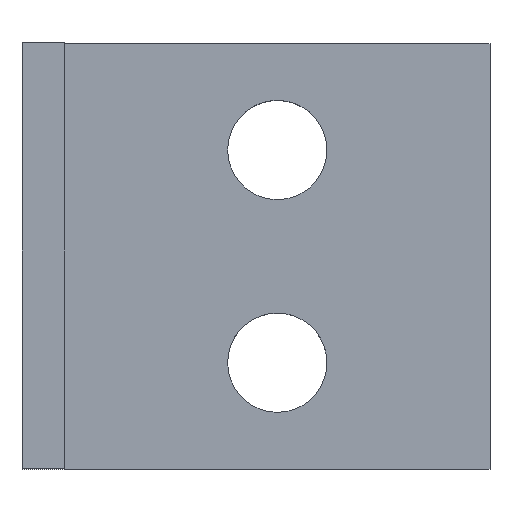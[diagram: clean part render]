
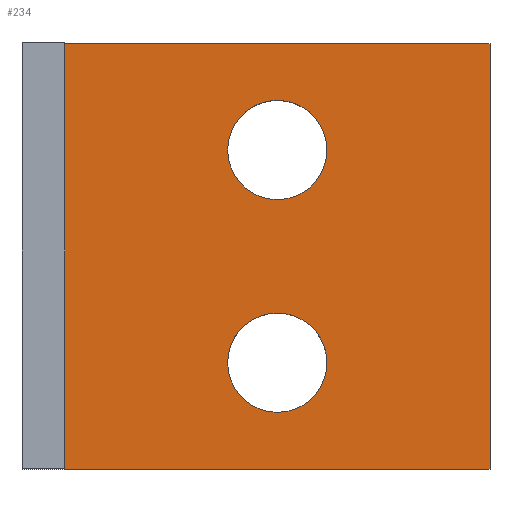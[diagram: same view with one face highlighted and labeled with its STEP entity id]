
A CAD part, top view. The second image highlights one B-rep face of the part: STEP entity #234.
In plain terms, the highlighted planar face has unit normal (0, 0, 1).
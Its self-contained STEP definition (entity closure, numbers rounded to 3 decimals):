
#15=FACE_BOUND('',#49,.T.);
#16=FACE_BOUND('',#50,.T.);
#24=PLANE('',#268);
#36=FACE_OUTER_BOUND('',#48,.T.);
#48=EDGE_LOOP('',(#185,#186,#187,#188));
#49=EDGE_LOOP('',(#189));
#50=EDGE_LOOP('',(#190));
#69=LINE('',#371,#91);
#71=LINE('',#375,#93);
#72=LINE('',#377,#94);
#73=LINE('',#378,#95);
#91=VECTOR('',#309,10.);
#93=VECTOR('',#313,10.);
#94=VECTOR('',#314,10.);
#95=VECTOR('',#315,10.);
#111=CIRCLE('',#262,1.75);
#113=CIRCLE('',#265,1.75);
#119=VERTEX_POINT('',#353);
#121=VERTEX_POINT('',#359);
#125=VERTEX_POINT('',#368);
#126=VERTEX_POINT('',#370);
#127=VERTEX_POINT('',#374);
#128=VERTEX_POINT('',#376);
#141=EDGE_CURVE('',#119,#119,#111,.T.);
#144=EDGE_CURVE('',#121,#121,#113,.T.);
#149=EDGE_CURVE('',#126,#125,#69,.T.);
#151=EDGE_CURVE('',#125,#127,#71,.T.);
#152=EDGE_CURVE('',#128,#127,#72,.T.);
#153=EDGE_CURVE('',#128,#126,#73,.T.);
#185=ORIENTED_EDGE('',*,*,#151,.T.);
#186=ORIENTED_EDGE('',*,*,#152,.F.);
#187=ORIENTED_EDGE('',*,*,#153,.T.);
#188=ORIENTED_EDGE('',*,*,#149,.T.);
#189=ORIENTED_EDGE('',*,*,#144,.T.);
#190=ORIENTED_EDGE('',*,*,#141,.T.);
#234=ADVANCED_FACE('',(#36,#15,#16),#24,.T.);
#262=AXIS2_PLACEMENT_3D('',#354,#293,#294);
#265=AXIS2_PLACEMENT_3D('',#360,#300,#301);
#268=AXIS2_PLACEMENT_3D('',#373,#311,#312);
#293=DIRECTION('center_axis',(0.,0.,-1.));
#294=DIRECTION('ref_axis',(1.,0.,0.));
#300=DIRECTION('center_axis',(0.,0.,-1.));
#301=DIRECTION('ref_axis',(1.,0.,0.));
#309=DIRECTION('',(0.,1.,0.));
#311=DIRECTION('center_axis',(0.,0.,1.));
#312=DIRECTION('ref_axis',(1.,0.,0.));
#313=DIRECTION('',(-1.,0.,0.));
#314=DIRECTION('',(0.,1.,0.));
#315=DIRECTION('',(1.,0.,0.));
#353=CARTESIAN_POINT('',(17.25,11.25,2.5));
#354=CARTESIAN_POINT('Origin',(19.,11.25,2.5));
#359=CARTESIAN_POINT('',(17.25,3.75,2.5));
#360=CARTESIAN_POINT('Origin',(19.,3.75,2.5));
#368=CARTESIAN_POINT('',(26.5,15.,2.5));
#370=CARTESIAN_POINT('',(26.5,0.,2.5));
#371=CARTESIAN_POINT('',(26.5,15.,2.5));
#373=CARTESIAN_POINT('Origin',(19.,7.5,2.5));
#374=CARTESIAN_POINT('',(11.5,15.,2.5));
#375=CARTESIAN_POINT('',(10.,15.,2.5));
#376=CARTESIAN_POINT('',(11.5,0.,2.5));
#377=CARTESIAN_POINT('',(11.5,3.75,2.5));
#378=CARTESIAN_POINT('',(26.5,0.,2.5));
